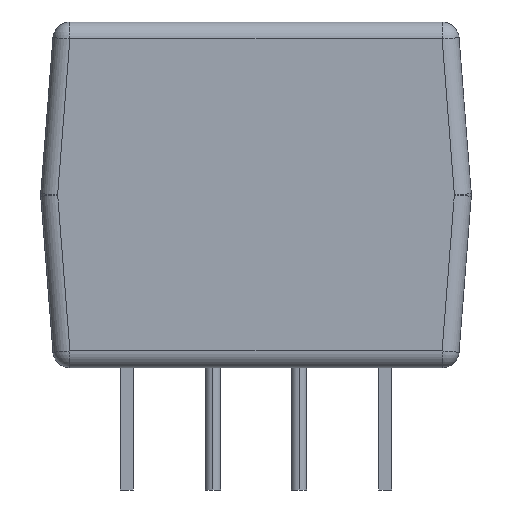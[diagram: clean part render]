
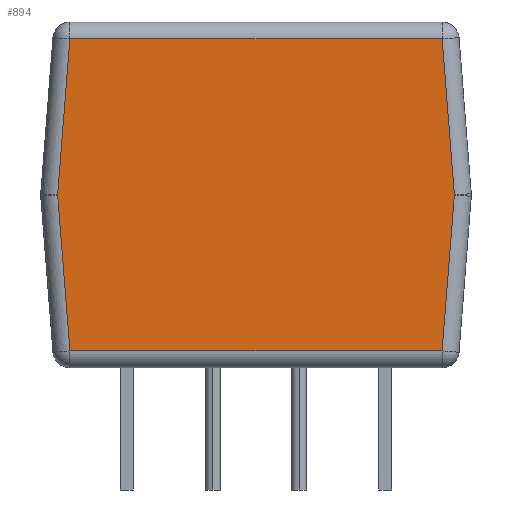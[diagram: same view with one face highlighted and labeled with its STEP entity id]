
A CAD part, left-side view. The second image highlights one B-rep face of the part: STEP entity #894.
In plain terms, the highlighted free-form (B-spline) face has degree [1, 1] with [2, 2] control points.
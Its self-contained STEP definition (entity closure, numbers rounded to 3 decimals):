
#186=CARTESIAN_POINT('',(-5.08,-5.488,9.7));
#187=VERTEX_POINT('',#186);
#247=CARTESIAN_POINT('',(-5.08,-5.848,5.1));
#248=VERTEX_POINT('',#247);
#326=CARTESIAN_POINT('',(-5.08,5.488,9.7));
#327=VERTEX_POINT('',#326);
#387=CARTESIAN_POINT('',(-5.08,-5.488,0.5));
#388=VERTEX_POINT('',#387);
#431=CARTESIAN_POINT('',(-5.08,5.848,5.1));
#432=VERTEX_POINT('',#431);
#457=CARTESIAN_POINT('',(-5.08,5.488,0.5));
#458=VERTEX_POINT('',#457);
#498=CARTESIAN_POINT('',(-5.08,5.488,0.5));
#499=DIRECTION('',(0.0,0.078,0.997));
#500=VECTOR('',#499,4.614);
#501=LINE('',#498,#500);
#502=EDGE_CURVE('',#458,#432,#501,.T.);
#513=CARTESIAN_POINT('',(-5.08,-5.488,0.5));
#514=DIRECTION('',(0.0,1.0,0.0));
#515=VECTOR('',#514,10.975);
#516=LINE('',#513,#515);
#517=EDGE_CURVE('',#388,#458,#516,.T.);
#564=CARTESIAN_POINT('',(-5.08,5.848,5.1));
#565=DIRECTION('',(0.0,-0.078,0.997));
#566=VECTOR('',#565,4.614);
#567=LINE('',#564,#566);
#568=EDGE_CURVE('',#432,#327,#567,.T.);
#608=CARTESIAN_POINT('',(-5.08,-5.848,5.1));
#609=DIRECTION('',(0.0,0.078,-0.997));
#610=VECTOR('',#609,4.614);
#611=LINE('',#608,#610);
#612=EDGE_CURVE('',#248,#388,#611,.T.);
#689=CARTESIAN_POINT('',(-5.08,5.488,9.7));
#690=DIRECTION('',(0.0,-1.0,0.0));
#691=VECTOR('',#690,10.975);
#692=LINE('',#689,#691);
#693=EDGE_CURVE('',#327,#187,#692,.T.);
#784=CARTESIAN_POINT('',(-5.08,-5.488,9.7));
#785=DIRECTION('',(0.0,-0.078,-0.997));
#786=VECTOR('',#785,4.614);
#787=LINE('',#784,#786);
#788=EDGE_CURVE('',#187,#248,#787,.T.);
#881=CARTESIAN_POINT('',(-5.08,-5.848,9.7));
#882=CARTESIAN_POINT('',(-5.08,-5.848,0.5));
#883=CARTESIAN_POINT('',(-5.08,5.848,9.7));
#884=CARTESIAN_POINT('',(-5.08,5.848,0.5));
#885=B_SPLINE_SURFACE_WITH_KNOTS('',1,1,((#881,#883),(#882,#884)),.UNSPECIFIED.,.F.,.F.,.U.,(2,2),(2,2),(0.0,9.2),(0.0,11.697),.UNSPECIFIED.);
#886=ORIENTED_EDGE('',*,*,#502,.F.);
#887=ORIENTED_EDGE('',*,*,#517,.F.);
#888=ORIENTED_EDGE('',*,*,#612,.F.);
#889=ORIENTED_EDGE('',*,*,#788,.F.);
#890=ORIENTED_EDGE('',*,*,#693,.F.);
#891=ORIENTED_EDGE('',*,*,#568,.F.);
#892=EDGE_LOOP('',(#886,#887,#888,#889,#890,#891));
#893=FACE_OUTER_BOUND('',#892,.T.);
#894=ADVANCED_FACE('',(#893),#885,.F.);
